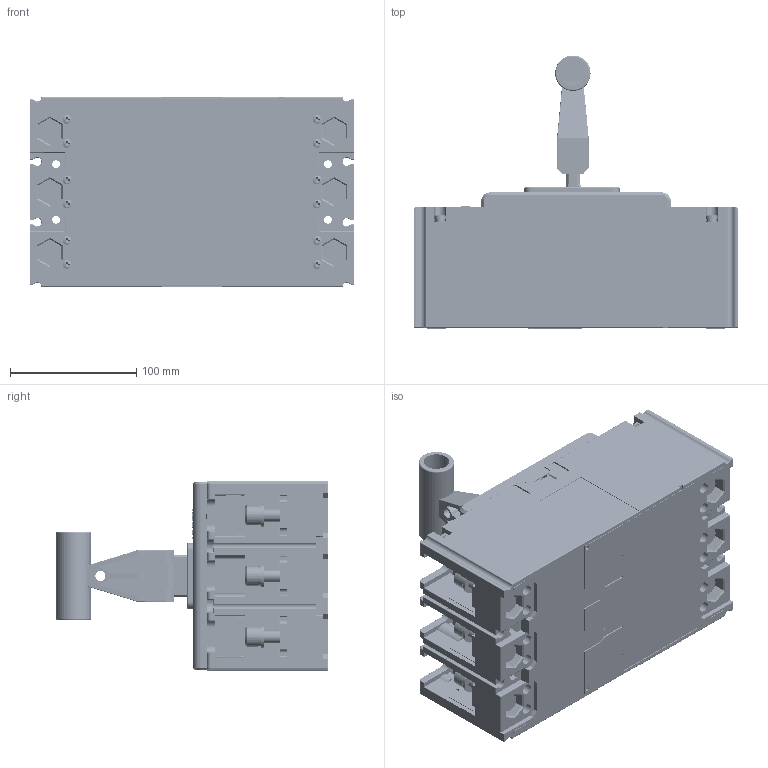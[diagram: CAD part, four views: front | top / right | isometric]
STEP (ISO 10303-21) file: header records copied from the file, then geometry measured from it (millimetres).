
FILE_DESCRIPTION((''),'2;1');
FILE_NAME('2DLX_256_204_1-48_ASM','2017-12-25T',('yan.shen'),(''),'PRO/ENGINEER BY PARAMETRIC TECHNOLOGY CORPORATION, 2015440','PRO/ENGINEER BY PARAMETRIC TECHNOLOGY CORPORATION, 2015440','');
FILE_SCHEMA(('CONFIG_CONTROL_DESIGN'));
Products named in the file (39): GZ_5DLX_315_428; GB_T809-M3X8; 5315042800_ASM; 8282201200_AF0; 8253201300; 5315043800_ASM; 8315058100; JZ-5DLX_024_271; GB_T809-M5X16; 5024027100_ASM; 85510339P01; 5DLX_551_722_ASM; 7010100507J_GB_T823_M4X12; 7090300401K_GB_T93_4; GB_T97_4-4; 5850007600_ASM; 8420028500; 6DLX_760_102_1-8_ASM; 8742105000; 8742103700; 8742103900; 7010600505_GB_T70_1_M10X35; 7090300701K_GB_T93_10; GB_T97_4_10; 5DLX_850_064_ASM; 8253057400; 8865077500_AF0; 8865077600_AF0; 5253021200_ASM; GB_T823-M5X35; 7090300501K_GB_T93_5; GB_T97_4_5; 5850007400_ASM; 7010100305R01_GB_T823_M3X10; 7090300201_GB_T93_3; GB_T97_4_3; 5850007700_ASM; 8253201200; 2DLX_256_204_1-48_ASM
Assembly tree (82 placements, depth 4):
  2DLX_256_204_1-48_ASM
    5315043800_ASM
      5315042800_ASM
        GZ_5DLX_315_428
        GB_T809-M3X8  x4
      8282201200_AF0
      8253201300
    8315058100
    6DLX_760_102_1-8_ASM
      5024027100_ASM
        JZ-5DLX_024_271
        GB_T809-M5X16  x8
      5DLX_551_722_ASM  x3
        85510339P01
      5850007600_ASM  x12
        7010100507J_GB_T823_M4X12
        7090300401K_GB_T93_4
        GB_T97_4-4
      8420028500  x3
    8742105000  x3
    8742103700  x3
    8742103900
    5DLX_850_064_ASM  x6
      7010600505_GB_T70_1_M10X35
      7090300701K_GB_T93_10
      GB_T97_4_10
    5253021200_ASM
      8253057400
      8865077500_AF0
      8865077600_AF0
    5850007400_ASM  x8
      GB_T823-M5X35
      7090300501K_GB_T93_5
      GB_T97_4_5
    5850007700_ASM  x4
      7010100305R01_GB_T823_M3X10
      7090300201_GB_T93_3
      GB_T97_4_3
    8253201200
Bounding box: 257 x 215.9 x 150 mm (x, y, z)
Volume: 1525081.1 mm3; surface area: 693418.5 mm2
Topology: 124 solids, 184 shells, 5972 faces, 15101 edges, 9625 vertices
Faces by surface type: plane 3362, cylinder 1807, cone 226, extrusion 188, torus 175, sphere 118, bspline 96
Entity records: 150398 total; most frequent: CARTESIAN_POINT 41633, ORIENTED_EDGE 22794, DIRECTION 21793, EDGE_CURVE 11425, VECTOR 8183, LINE 7995, VERTEX_POINT 7332, AXIS2_PLACEMENT_3D 6805
